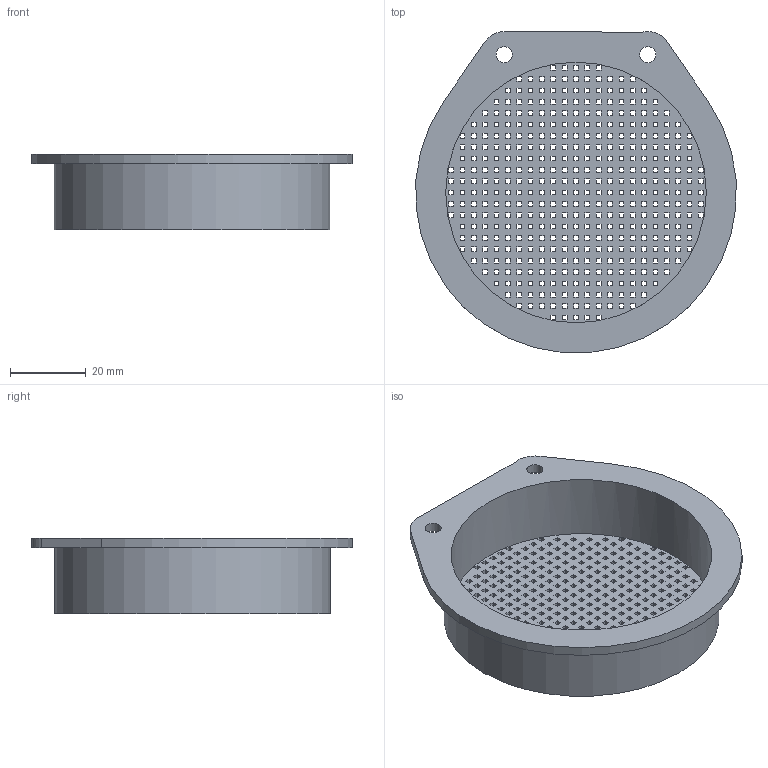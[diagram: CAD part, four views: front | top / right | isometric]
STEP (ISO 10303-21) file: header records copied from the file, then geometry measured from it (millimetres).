
FILE_DESCRIPTION(/* description */ ('STEP AP242','CAx-IF Rec.Pracs.---Representation and Presentation of Product Manufacturing Information (PMI)---4.0---2014-10-13','CAx-IF Rec.Pracs.---3D Tessellated Geometry---0.4---2014-09-14','2;1'),/* implementation_level */ '2;1');
FILE_NAME(/* name */ '6650a1011b2a845110a7e565',/* time_stamp */ '2024-05-24T14:15:31Z',/* author */ (''),/* organization */ (''),/* preprocessor_version */ 'ST-DEVELOPER v20',/* originating_system */ ' ',/* authorisation */ ' ');
FILE_SCHEMA (('AP242_MANAGED_MODEL_BASED_3D_ENGINEERING_MIM_LF { 1 0 10303 442 1 1 4 }'));
Length unit declared in the file: metre
Products named in the file (1): dessicant holder
Bounding box: 84.61 x 84.83 x 20 mm (x, y, z)
Volume: 20679.6 mm3; surface area: 23864.3 mm2
Topology: 1 solids, 1 shells, 1618 faces, 4842 edges, 3228 vertices
Faces by surface type: plane 1611, cylinder 7
Full cylindrical faces by diameter (mm): 4.25 x2, 68.9 x1, 72.9 x1
Entity records: 54934 total; most frequent: CARTESIAN_POINT 9685, ORIENTED_EDGE 9676, DIRECTION 8090, EDGE_CURVE 4838, LINE 4824, VECTOR 4824, VERTEX_POINT 3228, EDGE_LOOP 2430
